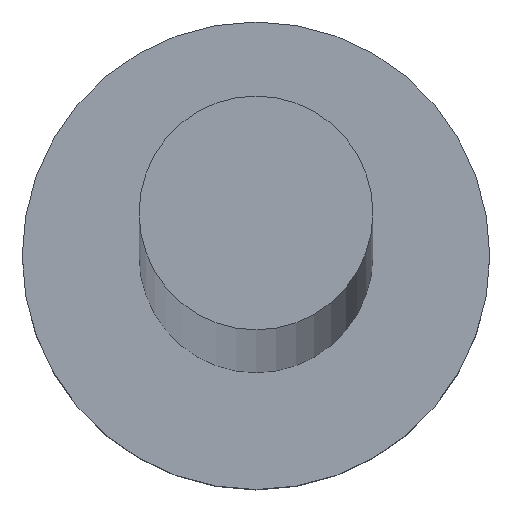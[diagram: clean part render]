
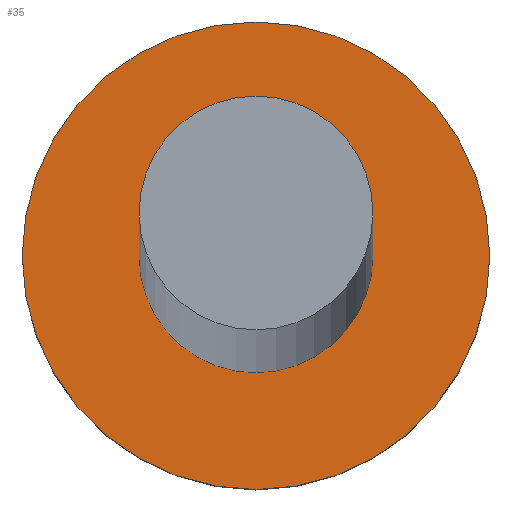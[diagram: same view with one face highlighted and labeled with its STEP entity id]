
A CAD part, top view. The second image highlights one B-rep face of the part: STEP entity #35.
In plain terms, the highlighted planar face has unit normal (0, 0, 1).
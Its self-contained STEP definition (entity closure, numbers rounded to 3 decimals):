
#12 = DIRECTION ( 'NONE',  ( 0., 0., 1. ) ) ;
#16 = EDGE_CURVE ( 'NONE', #36, #72, #201, .T. ) ;
#20 = CIRCLE ( 'NONE', #227, 3. ) ;
#25 = DIRECTION ( 'NONE',  ( 1., 0., 0. ) ) ;
#28 = CARTESIAN_POINT ( 'NONE',  ( 0., 0., 3. ) ) ;
#32 = CARTESIAN_POINT ( 'NONE',  ( -3., 0., 3. ) ) ;
#35 = ADVANCED_FACE ( 'NONE', ( #253, #75 ), #248, .T. ) ;
#36 = VERTEX_POINT ( 'NONE', #129 ) ;
#39 = DIRECTION ( 'NONE',  ( 0., 0., 1. ) ) ;
#42 = CARTESIAN_POINT ( 'NONE',  ( 0., 0., 3. ) ) ;
#45 = ORIENTED_EDGE ( 'NONE', *, *, #118, .T. ) ;
#52 = DIRECTION ( 'NONE',  ( 1., 0., 0. ) ) ;
#54 = EDGE_LOOP ( 'NONE', ( #113, #152 ) ) ;
#62 = CARTESIAN_POINT ( 'NONE',  ( 0., 0., 3. ) ) ;
#64 = CIRCLE ( 'NONE', #102, 1.5 ) ;
#72 = VERTEX_POINT ( 'NONE', #32 ) ;
#75 = FACE_OUTER_BOUND ( 'NONE', #250, .T. ) ;
#84 = EDGE_CURVE ( 'NONE', #207, #107, #64, .T. ) ;
#102 = AXIS2_PLACEMENT_3D ( 'NONE', #28, #172, #247 ) ;
#105 = DIRECTION ( 'NONE',  ( 1., 0., 0. ) ) ;
#107 = VERTEX_POINT ( 'NONE', #163 ) ;
#110 = AXIS2_PLACEMENT_3D ( 'NONE', #196, #214, #25 ) ;
#113 = ORIENTED_EDGE ( 'NONE', *, *, #84, .F. ) ;
#118 = EDGE_CURVE ( 'NONE', #72, #36, #20, .T. ) ;
#122 = CARTESIAN_POINT ( 'NONE',  ( -1.5, 0., 3. ) ) ;
#126 = ORIENTED_EDGE ( 'NONE', *, *, #16, .T. ) ;
#129 = CARTESIAN_POINT ( 'NONE',  ( 3., 0., 3. ) ) ;
#146 = EDGE_CURVE ( 'NONE', #107, #207, #198, .T. ) ;
#152 = ORIENTED_EDGE ( 'NONE', *, *, #146, .F. ) ;
#161 = DIRECTION ( 'NONE',  ( 1., 0., 0. ) ) ;
#163 = CARTESIAN_POINT ( 'NONE',  ( 1.5, 0., 3. ) ) ;
#164 = DIRECTION ( 'NONE',  ( 0., 0., 1. ) ) ;
#172 = DIRECTION ( 'NONE',  ( 0., 0., 1. ) ) ;
#196 = CARTESIAN_POINT ( 'NONE',  ( 0., 0., 3. ) ) ;
#198 = CIRCLE ( 'NONE', #212, 1.5 ) ;
#201 = CIRCLE ( 'NONE', #242, 3. ) ;
#207 = VERTEX_POINT ( 'NONE', #122 ) ;
#212 = AXIS2_PLACEMENT_3D ( 'NONE', #62, #39, #105 ) ;
#214 = DIRECTION ( 'NONE',  ( 0., 0., 1. ) ) ;
#227 = AXIS2_PLACEMENT_3D ( 'NONE', #42, #164, #161 ) ;
#232 = CARTESIAN_POINT ( 'NONE',  ( 0., 0., 3. ) ) ;
#242 = AXIS2_PLACEMENT_3D ( 'NONE', #232, #12, #52 ) ;
#247 = DIRECTION ( 'NONE',  ( 1., 0., 0. ) ) ;
#248 = PLANE ( 'NONE',  #110 ) ;
#250 = EDGE_LOOP ( 'NONE', ( #45, #126 ) ) ;
#253 = FACE_BOUND ( 'NONE', #54, .T. ) ;
